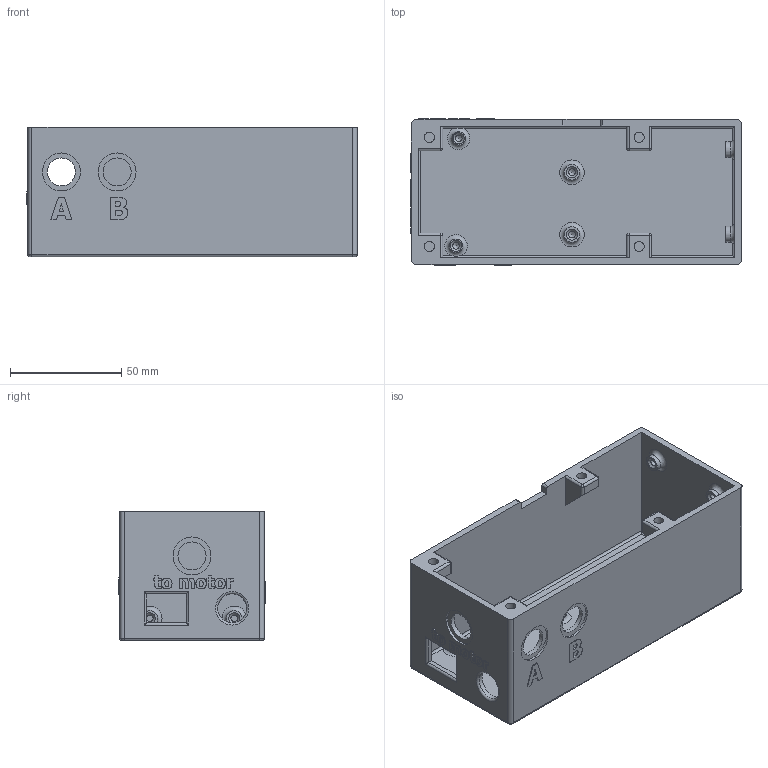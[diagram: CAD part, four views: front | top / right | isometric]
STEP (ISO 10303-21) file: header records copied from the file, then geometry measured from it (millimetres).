
FILE_DESCRIPTION(/* description */ (''),/* implementation_level */ '2;1');
FILE_NAME(/* name */ '46 - electronic case.stp',/* time_stamp */ '2023-01-17T10:59:04+01:00',/* author */ ('JN'),/* organization */ (''),/* preprocessor_version */ 'ST-DEVELOPER v18.1',/* originating_system */ 'Autodesk Inventor 2022',/* authorisation */ '');
FILE_SCHEMA (('AUTOMOTIVE_DESIGN { 1 0 10303 214 3 1 1 }'));
Length unit declared in the file: millimetre
Products named in the file (1): Gehäuse Unterteil
Bounding box: 148.4 x 65.8 x 58 mm (x, y, z)
Volume: 99303.8 mm3; surface area: 66962.1 mm2
Topology: 1 solids, 1 shells, 408 faces, 1046 edges, 682 vertices
Faces by surface type: plane 189, bspline 129, cylinder 63, cone 12, torus 9, sphere 6
Full cylindrical faces by diameter (mm): 3 x8, 4.5 x4, 6 x2, 7 x6, 12.6 x4, 13 x1, 17 x4
Entity records: 13460 total; most frequent: CARTESIAN_POINT 4207, ORIENTED_EDGE 2084, DIRECTION 1511, EDGE_CURVE 1042, VERTEX_POINT 682, LINE 629, VECTOR 629, EDGE_LOOP 466
